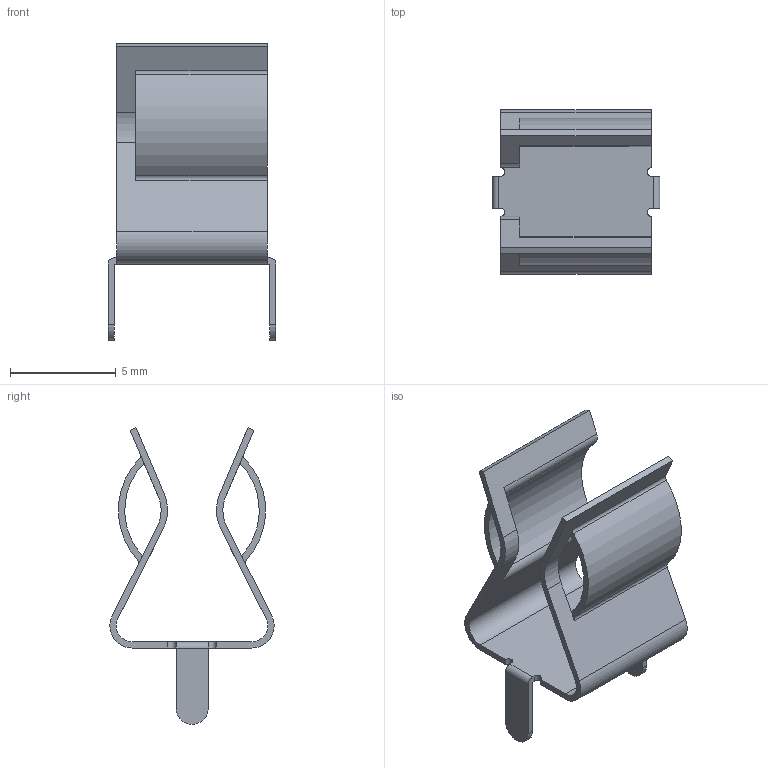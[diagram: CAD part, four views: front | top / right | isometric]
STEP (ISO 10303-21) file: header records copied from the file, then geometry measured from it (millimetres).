
FILE_DESCRIPTION((''),'2;1');
FILE_NAME('FUSH_BUSSMANN_1A1907.stp','2013-03-21T16:03:32',(''),(''),'Mechanical Desktop 2011','Mechanical Desktop 2011',', , ');
FILE_SCHEMA(('AUTOMOTIVE_DESIGN { 1 2 10303 214 1 1 1 1 }'));
Length unit declared in the file: millimetre
Products named in the file (1): Product
Bounding box: 7.92 x 7.75 x 14 mm (x, y, z)
Volume: 64.9 mm3; surface area: 465.2 mm2
Topology: 1 solids, 1 shells, 56 faces, 170 edges, 112 vertices
Faces by surface type: bspline 29, cylinder 14, plane 13
Entity records: 2157 total; most frequent: CARTESIAN_POINT 622, ORIENTED_EDGE 340, DIRECTION 286, EDGE_CURVE 170, VERTEX_POINT 112, VECTOR 110, LINE 110, AXIS2_PLACEMENT_3D 88
